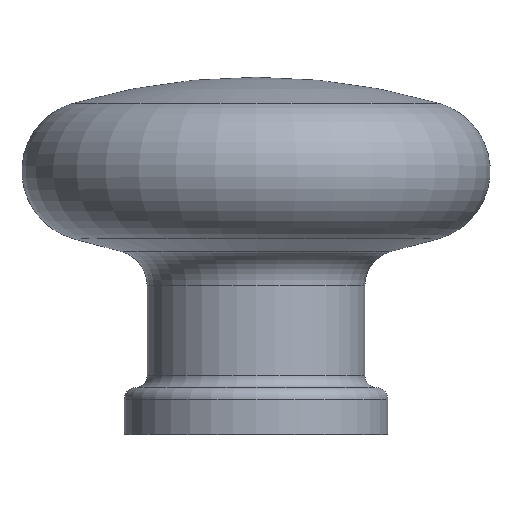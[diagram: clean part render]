
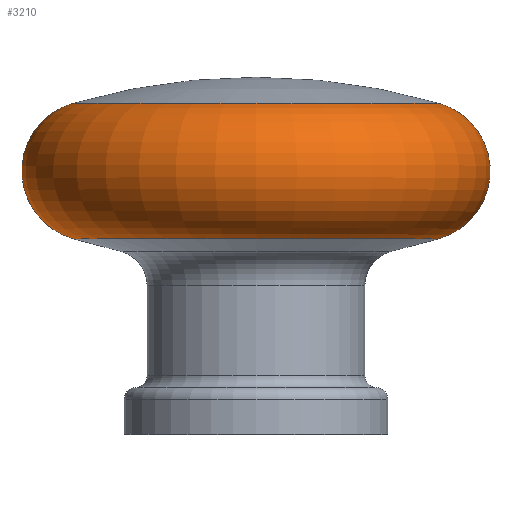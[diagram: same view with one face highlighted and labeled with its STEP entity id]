
A CAD part, top view. The second image highlights one B-rep face of the part: STEP entity #3210.
In plain terms, the highlighted toroidal (fillet/blend) face has major radius 14 mm and minor radius 6 mm.
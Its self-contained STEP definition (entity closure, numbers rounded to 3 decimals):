
#1700=CARTESIAN_POINT('',(-15.553,-5.796,0.));
#1710=VERTEX_POINT('',#1700);
#1870=CARTESIAN_POINT('',(15.553,-5.796,0.));
#1880=VERTEX_POINT('',#1870);
#1910=CARTESIAN_POINT('',(0.,-5.796,0.));
#1920=DIRECTION('',(0.,1.,0.));
#1930=DIRECTION('',(1.,0.,0.));
#1940=AXIS2_PLACEMENT_3D('',#1910,#1920,#1930);
#1950=CIRCLE('',#1940,15.553);
#2770=CARTESIAN_POINT('',(-15.68,5.76,0.));
#2780=VERTEX_POINT('',#2770);
#2830=CARTESIAN_POINT('',(15.68,5.76,0.));
#2840=VERTEX_POINT('',#2830);
#2870=CARTESIAN_POINT('',(0.,5.76,0.));
#2880=DIRECTION('',(0.,1.,0.));
#2890=DIRECTION('',(1.,0.,0.));
#2900=AXIS2_PLACEMENT_3D('',#2870,#2880,#2890);
#2910=CIRCLE('',#2900,15.68);
#2920=EDGE_CURVE('',#2780,#2840,#2910,.T.);
#2970=CARTESIAN_POINT('',(0.,0.,0.));
#2980=DIRECTION('',(0.,1.,0.));
#2990=DIRECTION('',(1.,0.,0.));
#3000=AXIS2_PLACEMENT_3D('',#2970,#2980,#2990);
#3010=TOROIDAL_SURFACE('',#3000,14.,6.);
#3020=CARTESIAN_POINT('',(14.,0.,0.));
#3030=DIRECTION('',(0.,0.,-1.));
#3040=DIRECTION('',(1.,0.,0.));
#3050=AXIS2_PLACEMENT_3D('',#3020,#3030,#3040);
#3060=CIRCLE('',#3050,6.);
#3070=EDGE_CURVE('',#2840,#1880,#3060,.T.);
#3080=ORIENTED_EDGE('',*,*,#3070,.F.);
#3090=EDGE_CURVE('',#1710,#1880,#1950,.T.);
#3100=ORIENTED_EDGE('',*,*,#3090,.T.);
#3110=CARTESIAN_POINT('',(-14.,0.,0.));
#3120=DIRECTION('',(0.,0.,1.));
#3130=DIRECTION('',(-1.,0.,0.));
#3140=AXIS2_PLACEMENT_3D('',#3110,#3120,#3130);
#3150=CIRCLE('',#3140,6.);
#3160=EDGE_CURVE('',#2780,#1710,#3150,.T.);
#3170=ORIENTED_EDGE('',*,*,#3160,.T.);
#3180=ORIENTED_EDGE('',*,*,#2920,.F.);
#3190=EDGE_LOOP('',(#3180,#3170,#3100,#3080));
#3200=FACE_OUTER_BOUND('',#3190,.T.);
#3210=ADVANCED_FACE('',(#3200),#3010,.T.);
